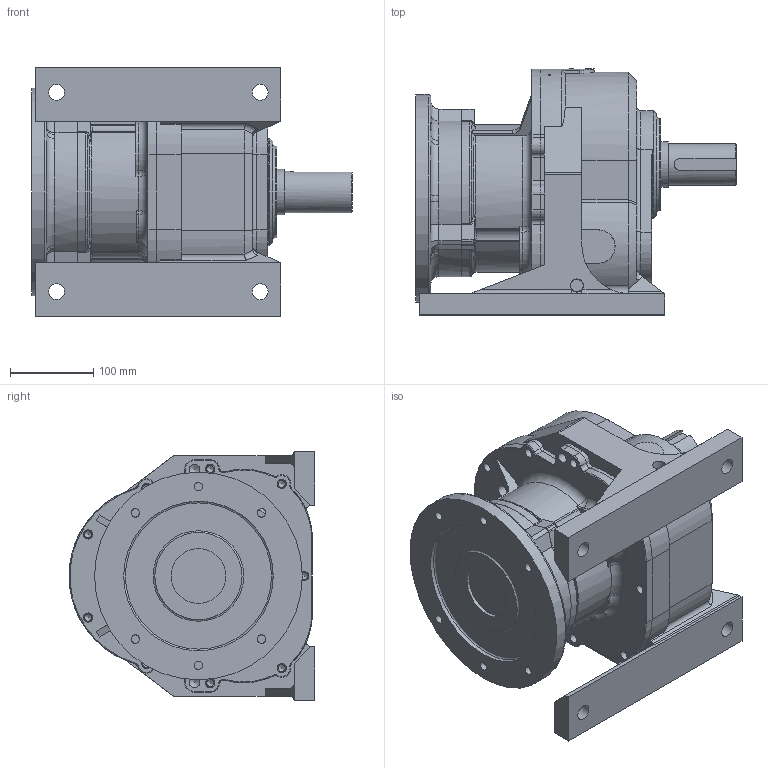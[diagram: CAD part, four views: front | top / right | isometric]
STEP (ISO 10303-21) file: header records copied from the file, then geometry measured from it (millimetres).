
FILE_DESCRIPTION (( 'STEP AP214' ), '1' );
FILE_NAME ('EK2DO07808H001_F1HF_2.2KW_R40.stp', '2022-07-03T23:58:29', ( 'Windows 餌辨濠' ), ( '' ), 'SwSTEP 2.0', 'SolidWorks 2021', '' );
FILE_SCHEMA (( 'AUTOMOTIVE_DESIGN' ));
Length unit declared in the file: millimetre
Products named in the file (5): 18_2.2KW; DKA0800225_BRACKET; CASING_DKA0102310; DKG1300340__2.2; EK2DO07808H001_F1HF_2.2KW_R40
Assembly tree (4 placements, depth 2):
  EK2DO07808H001_F1HF_2.2KW_R40
    CASING_DKA0102310
    18_2.2KW
    DKG1300340__2.2
    DKA0800225_BRACKET
Bounding box: 386 x 296 x 300 mm (x, y, z)
Volume: 13550801.7 mm3; surface area: 734889.1 mm2
Topology: 4 solids, 4 shells, 484 faces, 1288 edges, 807 vertices
Faces by surface type: cylinder 205, plane 128, torus 69, bspline 40, cone 32, sphere 10
Full cylindrical faces by diameter (mm): 2.7 x2, 6.8 x3, 8.5 x9, 9 x3, 10.2 x6, 11 x9, 13 x4, 19 x4, 50 x1, 55 x1, 66 x1, 110 x1, 130 x1, 180 x1, 250 x1
Entity records: 18427 total; most frequent: CARTESIAN_POINT 6448, DIRECTION 2437, ORIENTED_EDGE 2334, EDGE_CURVE 1167, AXIS2_PLACEMENT_3D 1003, VERTEX_POINT 766, EDGE_LOOP 609, CIRCLE 552
